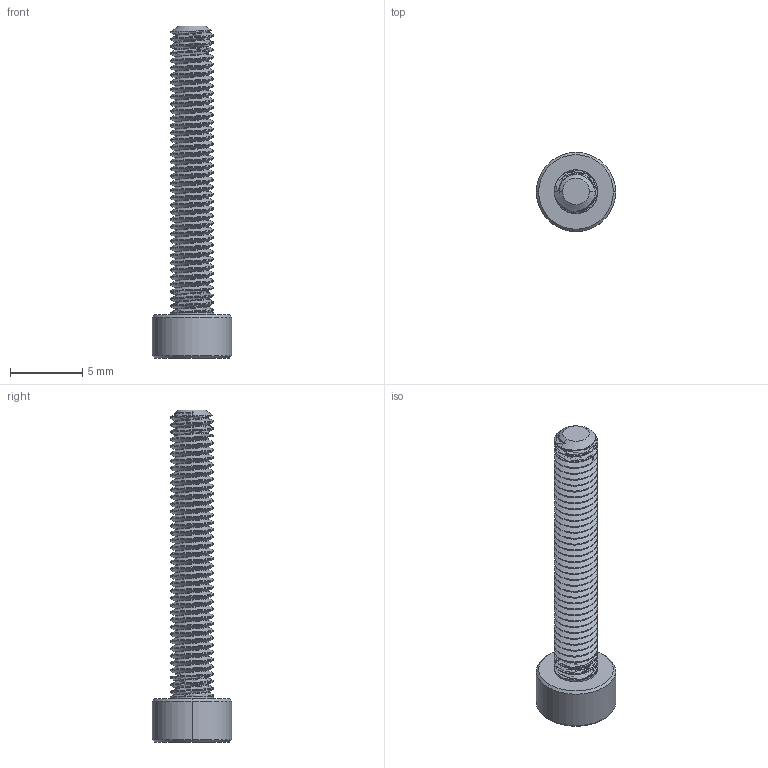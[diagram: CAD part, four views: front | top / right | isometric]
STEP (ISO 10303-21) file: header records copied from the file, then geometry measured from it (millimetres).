
FILE_DESCRIPTION (( 'STEP AP203' ), '1' );
FILE_NAME ('91290A123.step', '2014-01-16T20:25:06', ( '' ), ( '' ), 'SwSTEP 2.0', 'SolidWorks 2013', '' );
FILE_SCHEMA (( 'CONFIG_CONTROL_DESIGN' ));
Length unit declared in the file: millimetre
Products named in the file (1): 91290A123
Bounding box: 5.5 x 5.5 x 23 mm (x, y, z)
Volume: 173.6 mm3; surface area: 400.8 mm2
Topology: 1 solids, 1 shells, 191 faces, 542 edges, 355 vertices
Faces by surface type: cylinder 162, cone 17, plane 10, bspline 2
Entity records: 9850 total; most frequent: CARTESIAN_POINT 5776, ORIENTED_EDGE 1084, DIRECTION 619, EDGE_CURVE 542, VERTEX_POINT 355, AXIS2_PLACEMENT_3D 218, EDGE_LOOP 193, ADVANCED_FACE 191
